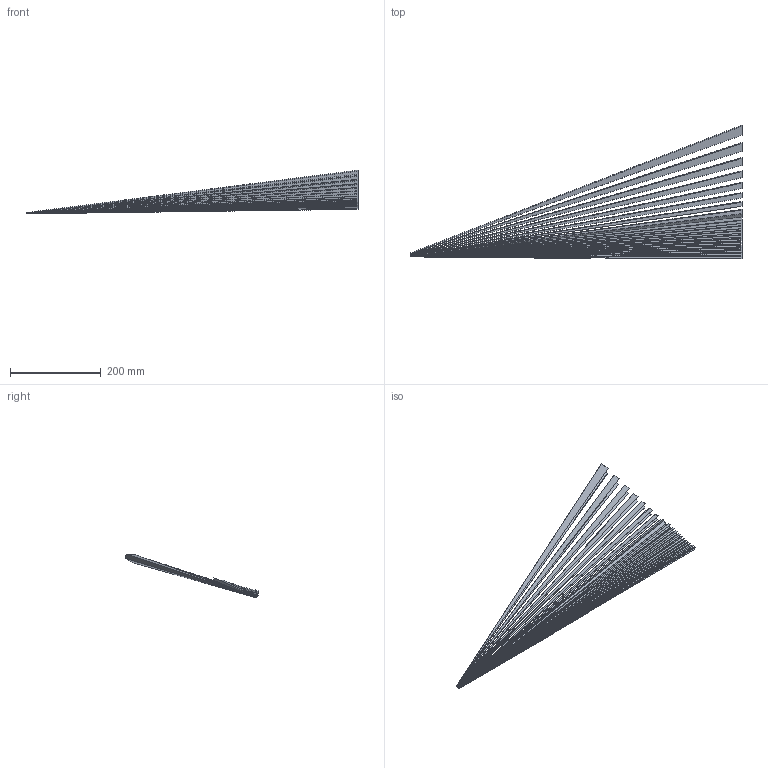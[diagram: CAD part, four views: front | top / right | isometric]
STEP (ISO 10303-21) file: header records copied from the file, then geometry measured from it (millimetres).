
FILE_DESCRIPTION(('FreeCAD Model'),'2;1');
FILE_NAME( 'block_13.step', '2021-06-02T11:42:19',('Author'),(''), 'Open CASCADE STEP processor 7.3','FreeCAD','Unknown');
FILE_SCHEMA(('AUTOMOTIVE_DESIGN { 1 0 10303 214 1 1 1 1 }'));
Length unit declared in the file: millimetre
Products named in the file (1): Part_13
Bounding box: 730 x 293.65 x 96.08 mm (x, y, z)
Volume: 57205.3 mm3; surface area: 393666.1 mm2
Topology: 10 solids, 10 shells, 356 faces, 1007 edges, 671 vertices
Faces by surface type: plane 356
Entity records: 23390 total; most frequent: CARTESIAN_POINT 5117, DIRECTION 2667, ORIENTED_EDGE 2014, PCURVE 2014, DEFINITIONAL_REPRESENTATION 2014, LINE 1953, VECTOR 1953, B_SPLINE_CURVE_WITH_KNOTS 1068
